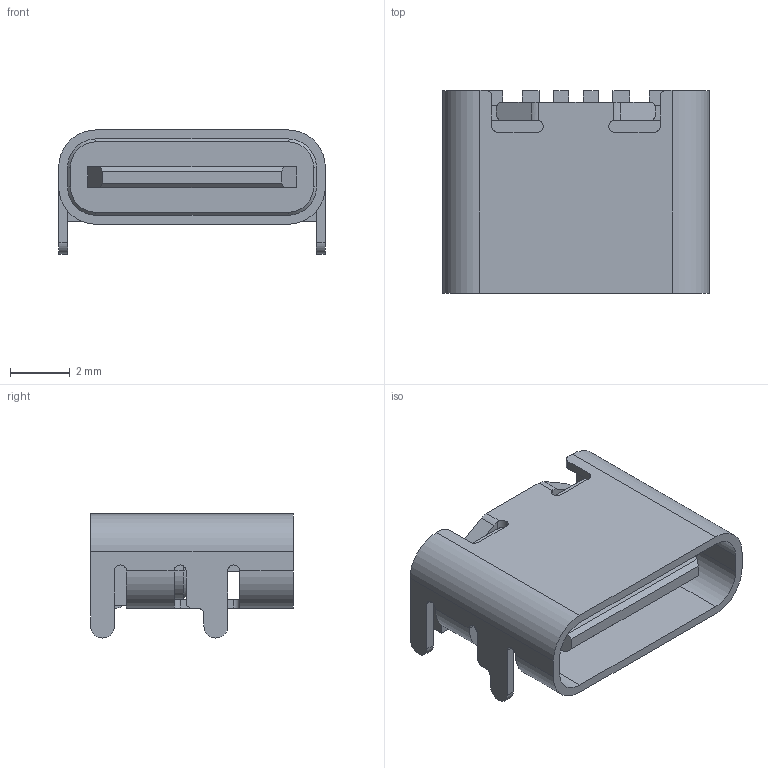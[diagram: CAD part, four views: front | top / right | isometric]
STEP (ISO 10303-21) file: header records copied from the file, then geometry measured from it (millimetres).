
FILE_DESCRIPTION (( 'STEP AP214' ), '1' );
FILE_NAME ('TYPE_C.STEP', '2022-02-28T03:15:37', ( '' ), ( '' ), 'SwSTEP 2.0', 'SolidWorks 2021', '' );
FILE_SCHEMA (( 'AUTOMOTIVE_DESIGN' ));
Length unit declared in the file: millimetre
Products named in the file (5): U1.step; TYPE_C; 3D_PCB1_2022-02-28 (9).step; USB-C-SMD_TYPE-603-T3.step; COMPOUND.step
Assembly tree (4 placements, depth 5):
  TYPE_C
    3D_PCB1_2022-02-28 (9).step
      U1.step
        USB-C-SMD_TYPE-603-T3.step
          COMPOUND.step
Bounding box: 8.94 x 6.8 x 4.16 mm (x, y, z)
Volume: 109.8 mm3; surface area: 432.7 mm2
Topology: 2 solids, 2 shells, 235 faces, 664 edges, 436 vertices
Faces by surface type: plane 149, cylinder 68, bspline 14, cone 4
Entity records: 9452 total; most frequent: CARTESIAN_POINT 2155, ORIENTED_EDGE 1328, DIRECTION 1236, EDGE_CURVE 664, LINE 490, VECTOR 490, VERTEX_POINT 436, AXIS2_PLACEMENT_3D 373
